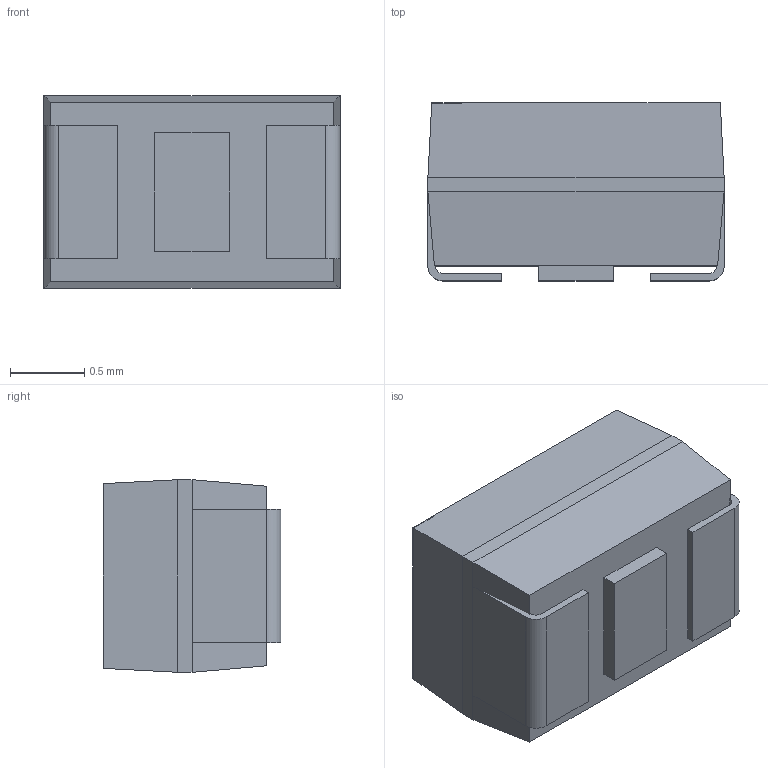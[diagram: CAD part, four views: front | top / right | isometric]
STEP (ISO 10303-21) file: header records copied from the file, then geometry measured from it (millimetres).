
FILE_DESCRIPTION (( 'STEP AP214' ), '1' );
FILE_NAME ('7E7B205D-E608-4F02-BBD0-5F3F203D7645.STEP', '2023-12-10T07:40:18', ( '' ), ( '' ), 'SwSTEP 2.0', 'SolidWorks 2022', '' );
FILE_SCHEMA (( 'AUTOMOTIVE_DESIGN' ));
Length unit declared in the file: millimetre
Products named in the file (1): 7E7B205D-E608-4F02-BBD0-5F3F203D7645
Bounding box: 2 x 1.2 x 1.3 mm (x, y, z)
Volume: 2.9 mm3; surface area: 16.3 mm2
Topology: 3 solids, 3 shells, 152 faces, 399 edges, 262 vertices
Faces by surface type: plane 79, bspline 69, cylinder 4
Entity records: 6713 total; most frequent: CARTESIAN_POINT 1711, ORIENTED_EDGE 798, DIRECTION 437, EDGE_CURVE 399, VERTEX_POINT 262, VECTOR 253, LINE 253, EDGE_LOOP 161
